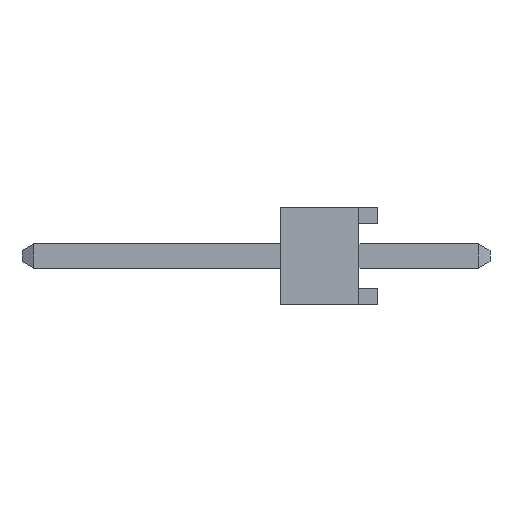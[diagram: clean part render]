
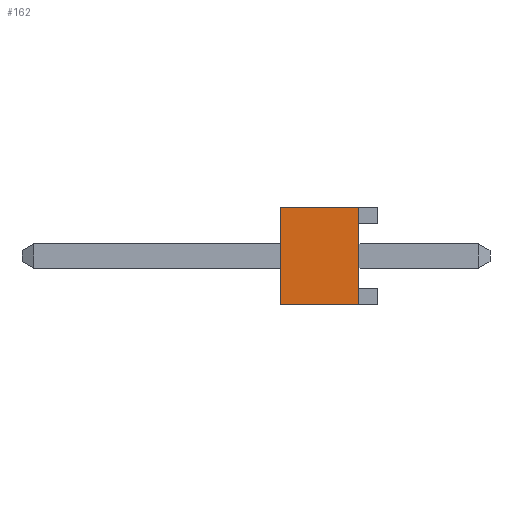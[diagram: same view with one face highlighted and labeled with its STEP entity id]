
A CAD part, left-side view. The second image highlights one B-rep face of the part: STEP entity #162.
In plain terms, the highlighted planar face has unit normal (-1, 0, 0).
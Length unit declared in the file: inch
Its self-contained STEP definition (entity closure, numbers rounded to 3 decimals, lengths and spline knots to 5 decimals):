
#162 = ADVANCED_FACE ( 'NONE', ( #7823 ), #4428, .F. ) ;
#311 = VECTOR ( 'NONE', #8226, 39.37008 ) ;
#532 = VECTOR ( 'NONE', #3868, 39.37008 ) ;
#1625 = EDGE_LOOP ( 'NONE', ( #2001, #7522, #5410, #6742 ) ) ;
#1661 = LINE ( 'NONE', #6793, #6868 ) ;
#2001 = ORIENTED_EDGE ( 'NONE', *, *, #2477, .T. ) ;
#2081 = CARTESIAN_POINT ( 'NONE',  ( -0.3, 0.1, -0.05 ) ) ;
#2144 = AXIS2_PLACEMENT_3D ( 'NONE', #3123, #7780, #3780 ) ;
#2477 = EDGE_CURVE ( 'NONE', #2768, #5724, #5090, .T. ) ;
#2768 = VERTEX_POINT ( 'NONE', #2081 ) ;
#2793 = VERTEX_POINT ( 'NONE', #6098 ) ;
#3114 = VECTOR ( 'NONE', #6227, 39.37008 ) ;
#3123 = CARTESIAN_POINT ( 'NONE',  ( -0.3, 0.1, 0.05 ) ) ;
#3780 = DIRECTION ( 'NONE',  ( 0., 1., 0. ) ) ;
#3849 = LINE ( 'NONE', #7529, #311 ) ;
#3868 = DIRECTION ( 'NONE',  ( 0., 0., -1. ) ) ;
#4199 = CARTESIAN_POINT ( 'NONE',  ( -0.3, 0.1, -0.05 ) ) ;
#4428 = PLANE ( 'NONE',  #2144 ) ;
#5044 = CARTESIAN_POINT ( 'NONE',  ( -0.3, 0.02, -0.05 ) ) ;
#5090 = LINE ( 'NONE', #4199, #3114 ) ;
#5410 = ORIENTED_EDGE ( 'NONE', *, *, #5527, .F. ) ;
#5527 = EDGE_CURVE ( 'NONE', #8413, #2793, #1661, .T. ) ;
#5611 = EDGE_CURVE ( 'NONE', #8413, #2768, #3849, .T. ) ;
#5724 = VERTEX_POINT ( 'NONE', #5044 ) ;
#5946 = CARTESIAN_POINT ( 'NONE',  ( -0.3, 0.1, 0.05 ) ) ;
#6098 = CARTESIAN_POINT ( 'NONE',  ( -0.3, 0.02, 0.05 ) ) ;
#6227 = DIRECTION ( 'NONE',  ( 0., -1., 0. ) ) ;
#6742 = ORIENTED_EDGE ( 'NONE', *, *, #5611, .T. ) ;
#6793 = CARTESIAN_POINT ( 'NONE',  ( -0.3, 0.1, 0.05 ) ) ;
#6868 = VECTOR ( 'NONE', #8088, 39.37008 ) ;
#7179 = EDGE_CURVE ( 'NONE', #2793, #5724, #7397, .T. ) ;
#7397 = LINE ( 'NONE', #7870, #532 ) ;
#7522 = ORIENTED_EDGE ( 'NONE', *, *, #7179, .F. ) ;
#7529 = CARTESIAN_POINT ( 'NONE',  ( -0.3, 0.1, 0.05 ) ) ;
#7780 = DIRECTION ( 'NONE',  ( 1., 0., 0. ) ) ;
#7823 = FACE_OUTER_BOUND ( 'NONE', #1625, .T. ) ;
#7870 = CARTESIAN_POINT ( 'NONE',  ( -0.3, 0.02, 0.05 ) ) ;
#8088 = DIRECTION ( 'NONE',  ( 0., -1., 0. ) ) ;
#8226 = DIRECTION ( 'NONE',  ( 0., 0., -1. ) ) ;
#8413 = VERTEX_POINT ( 'NONE', #5946 ) ;
